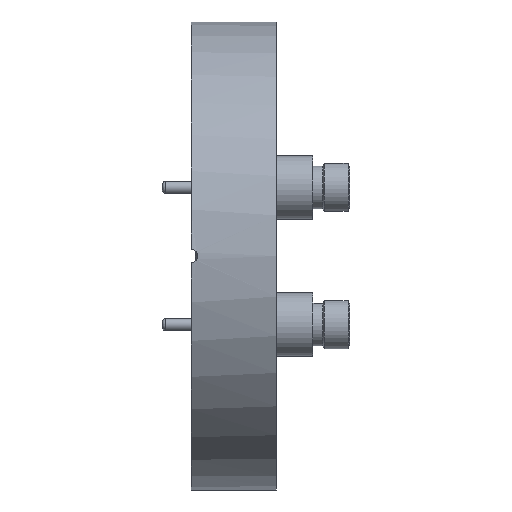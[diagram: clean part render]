
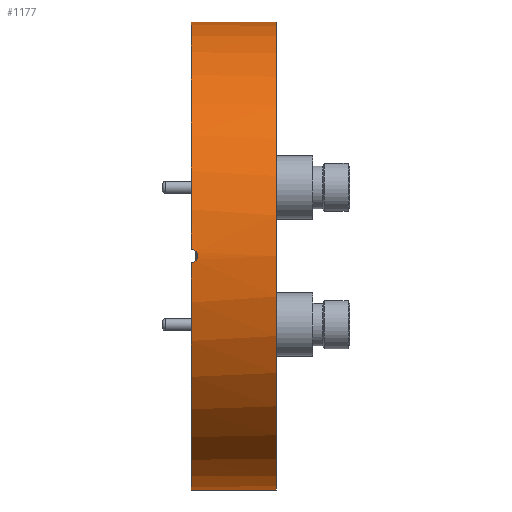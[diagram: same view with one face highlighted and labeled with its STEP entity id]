
A CAD part, left-side view. The second image highlights one B-rep face of the part: STEP entity #1177.
In plain terms, the highlighted cylindrical face has radius 34.95 mm (diameter 69.9 mm), a partial arc.
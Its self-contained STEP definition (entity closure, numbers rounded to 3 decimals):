
#47 = CARTESIAN_POINT ( 'NONE',  ( -34.939, -0.521, -0.893 ) ) ;
#83 = DIRECTION ( 'NONE',  ( 0., 1., 0. ) ) ;
#134 = CARTESIAN_POINT ( 'NONE',  ( -34.936, 0., 1. ) ) ;
#151 = EDGE_CURVE ( 'NONE', #475, #2094, #867, .T. ) ;
#199 = CARTESIAN_POINT ( 'NONE',  ( -34.95, -1., 0.131 ) ) ;
#237 = AXIS2_PLACEMENT_3D ( 'NONE', #1638, #1139, #1150 ) ;
#290 = CARTESIAN_POINT ( 'NONE',  ( 0., -12.7, 34.95 ) ) ;
#296 = CARTESIAN_POINT ( 'NONE',  ( 0., 0., 34.95 ) ) ;
#333 = CARTESIAN_POINT ( 'NONE',  ( 0., 0., -34.95 ) ) ;
#349 = LINE ( 'NONE', #377, #482 ) ;
#377 = CARTESIAN_POINT ( 'NONE',  ( 0., -12.7, -34.95 ) ) ;
#385 = EDGE_CURVE ( 'NONE', #962, #386, #1067, .T. ) ;
#386 = VERTEX_POINT ( 'NONE', #1562 ) ;
#437 = ORIENTED_EDGE ( 'NONE', *, *, #1556, .F. ) ;
#440 = CARTESIAN_POINT ( 'NONE',  ( 0., -12.7, 0. ) ) ;
#475 = VERTEX_POINT ( 'NONE', #134 ) ;
#482 = VECTOR ( 'NONE', #1660, 1000. ) ;
#483 = CARTESIAN_POINT ( 'NONE',  ( -34.949, -0.974, -0.261 ) ) ;
#499 = EDGE_CURVE ( 'NONE', #386, #2094, #1016, .T. ) ;
#501 = AXIS2_PLACEMENT_3D ( 'NONE', #1725, #83, #1081 ) ;
#524 = CARTESIAN_POINT ( 'NONE',  ( -34.947, -0.874, 0.503 ) ) ;
#531 = CARTESIAN_POINT ( 'NONE',  ( -34.941, -0.615, 0.799 ) ) ;
#556 = CARTESIAN_POINT ( 'NONE',  ( 0., 0., 0. ) ) ;
#566 = B_SPLINE_CURVE_WITH_KNOTS ( 'NONE', 3,
 ( #1482, #1343, #1509, #2005, #531, #848, #524, #854, #199, #1019, #483, #1653, #860, #47, #963, #683 ),
 .UNSPECIFIED., .F., .F.,
 ( 4, 2, 2, 2, 2, 2, 2, 4 ),
 ( 0., 0., 0.001, 0.001, 0.002, 0.002, 0.002, 0.003 ),
 .UNSPECIFIED. ) ;
#596 = EDGE_CURVE ( 'NONE', #475, #2013, #566, .T. ) ;
#616 = DIRECTION ( 'NONE',  ( 0., 0., 1. ) ) ;
#683 = CARTESIAN_POINT ( 'NONE',  ( -34.936, 0., -1. ) ) ;
#759 = CIRCLE ( 'NONE', #237, 34.95 ) ;
#848 = CARTESIAN_POINT ( 'NONE',  ( -34.945, -0.799, 0.615 ) ) ;
#854 = CARTESIAN_POINT ( 'NONE',  ( -34.949, -0.974, 0.263 ) ) ;
#860 = CARTESIAN_POINT ( 'NONE',  ( -34.945, -0.801, -0.613 ) ) ;
#867 = CIRCLE ( 'NONE', #1064, 34.95 ) ;
#962 = VERTEX_POINT ( 'NONE', #2097 ) ;
#963 = CARTESIAN_POINT ( 'NONE',  ( -34.936, -0.264, -1. ) ) ;
#990 = VECTOR ( 'NONE', #1938, 1000. ) ;
#993 = EDGE_CURVE ( 'NONE', #1969, #2013, #759, .T. ) ;
#1013 = ORIENTED_EDGE ( 'NONE', *, *, #151, .F. ) ;
#1016 = LINE ( 'NONE', #290, #990 ) ;
#1019 = CARTESIAN_POINT ( 'NONE',  ( -34.95, -1., -0.13 ) ) ;
#1064 = AXIS2_PLACEMENT_3D ( 'NONE', #556, #1685, #1707 ) ;
#1067 = CIRCLE ( 'NONE', #501, 34.95 ) ;
#1081 = DIRECTION ( 'NONE',  ( 0., 0., 1. ) ) ;
#1082 = DIRECTION ( 'NONE',  ( 0., 1., 0. ) ) ;
#1108 = AXIS2_PLACEMENT_3D ( 'NONE', #440, #1082, #616 ) ;
#1139 = DIRECTION ( 'NONE',  ( 0., 1., 0. ) ) ;
#1150 = DIRECTION ( 'NONE',  ( 0., 0., 1. ) ) ;
#1170 = ORIENTED_EDGE ( 'NONE', *, *, #596, .T. ) ;
#1177 = ADVANCED_FACE ( 'NONE', ( #1933 ), #2037, .T. ) ;
#1317 = ORIENTED_EDGE ( 'NONE', *, *, #385, .T. ) ;
#1343 = CARTESIAN_POINT ( 'NONE',  ( -34.936, -0.132, 1. ) ) ;
#1434 = CARTESIAN_POINT ( 'NONE',  ( -34.936, 0., -1. ) ) ;
#1482 = CARTESIAN_POINT ( 'NONE',  ( -34.936, 0., 1. ) ) ;
#1509 = CARTESIAN_POINT ( 'NONE',  ( -34.936, -0.262, 0.974 ) ) ;
#1556 = EDGE_CURVE ( 'NONE', #962, #1969, #349, .T. ) ;
#1562 = CARTESIAN_POINT ( 'NONE',  ( 0., -12.7, 34.95 ) ) ;
#1638 = CARTESIAN_POINT ( 'NONE',  ( 0., 0., 0. ) ) ;
#1653 = CARTESIAN_POINT ( 'NONE',  ( -34.947, -0.874, -0.503 ) ) ;
#1660 = DIRECTION ( 'NONE',  ( 0., 1., 0. ) ) ;
#1685 = DIRECTION ( 'NONE',  ( 0., 1., 0. ) ) ;
#1707 = DIRECTION ( 'NONE',  ( 0., 0., 1. ) ) ;
#1725 = CARTESIAN_POINT ( 'NONE',  ( 0., -12.7, 0. ) ) ;
#1748 = ORIENTED_EDGE ( 'NONE', *, *, #499, .T. ) ;
#1790 = EDGE_LOOP ( 'NONE', ( #437, #1317, #1748, #1013, #1170, #1890 ) ) ;
#1890 = ORIENTED_EDGE ( 'NONE', *, *, #993, .F. ) ;
#1933 = FACE_OUTER_BOUND ( 'NONE', #1790, .T. ) ;
#1938 = DIRECTION ( 'NONE',  ( 0., 1., 0. ) ) ;
#1969 = VERTEX_POINT ( 'NONE', #333 ) ;
#2005 = CARTESIAN_POINT ( 'NONE',  ( -34.939, -0.504, 0.874 ) ) ;
#2013 = VERTEX_POINT ( 'NONE', #1434 ) ;
#2037 = CYLINDRICAL_SURFACE ( 'NONE', #1108, 34.95 ) ;
#2094 = VERTEX_POINT ( 'NONE', #296 ) ;
#2097 = CARTESIAN_POINT ( 'NONE',  ( 0., -12.7, -34.95 ) ) ;
